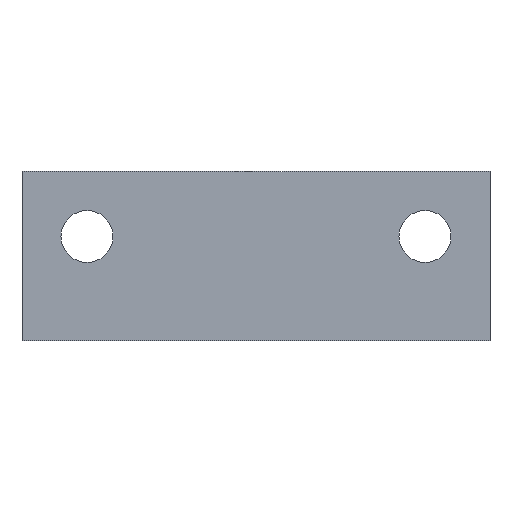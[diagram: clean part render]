
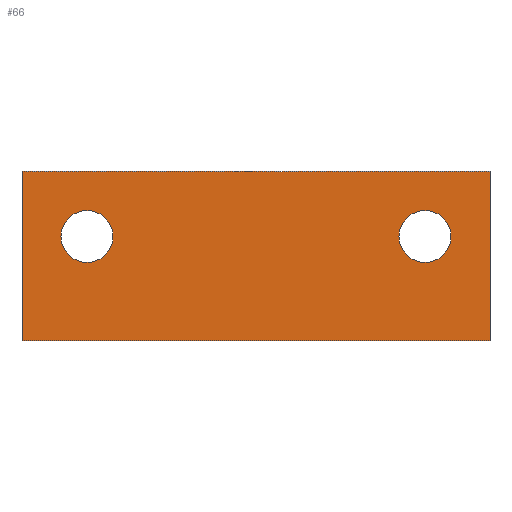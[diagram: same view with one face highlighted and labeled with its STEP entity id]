
A CAD part, left-side view. The second image highlights one B-rep face of the part: STEP entity #66.
In plain terms, the highlighted planar face has unit normal (-1, 0, 0).
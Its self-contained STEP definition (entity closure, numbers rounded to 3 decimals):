
#66=ADVANCED_FACE('',(#222,#224,#226),#228,.T.);
#222=FACE_BOUND('',#223,.T.);
#223=EDGE_LOOP('',(#362,#363,#364,#365));
#224=FACE_BOUND('',#225,.T.);
#225=EDGE_LOOP('',(#366));
#226=FACE_BOUND('',#227,.T.);
#227=EDGE_LOOP('',(#367));
#228=PLANE('',#229);
#229=AXIS2_PLACEMENT_3D('',#230,#231,#232);
#230=CARTESIAN_POINT('',(-5.,18.,0.));
#231=DIRECTION('',(-1.,0.,0.));
#232=DIRECTION('',(0.,-1.,0.));
#362=ORIENTED_EDGE('',*,*,#449,.T.);
#363=ORIENTED_EDGE('',*,*,#402,.T.);
#364=ORIENTED_EDGE('',*,*,#433,.F.);
#365=ORIENTED_EDGE('',*,*,#416,.F.);
#366=ORIENTED_EDGE('',*,*,#411,.T.);
#367=ORIENTED_EDGE('',*,*,#397,.T.);
#397=EDGE_CURVE('',#458,#458,#459,.F.);
#402=EDGE_CURVE('',#469,#467,#470,.T.);
#411=EDGE_CURVE('',#486,#486,#487,.F.);
#416=EDGE_CURVE('',#495,#497,#498,.T.);
#433=EDGE_CURVE('',#497,#467,#527,.T.);
#449=EDGE_CURVE('',#495,#469,#551,.T.);
#458=VERTEX_POINT('',#565);
#459=CIRCLE('',#566,2.);
#467=VERTEX_POINT('',#585);
#469=VERTEX_POINT('',#589);
#470=LINE('',#590,#591);
#486=VERTEX_POINT('',#627);
#487=CIRCLE('',#628,2.);
#495=VERTEX_POINT('',#645);
#497=VERTEX_POINT('',#649);
#498=LINE('',#650,#651);
#527=LINE('',#713,#714);
#551=LINE('',#773,#774);
#565=CARTESIAN_POINT('',(-5.,-15.,8.));
#566=AXIS2_PLACEMENT_3D('',#567,#568,#569);
#567=CARTESIAN_POINT('',(-5.,-13.,8.));
#568=DIRECTION('',(-1.,0.,0.));
#569=DIRECTION('',(0.,-1.,0.));
#585=CARTESIAN_POINT('',(-5.,-18.,13.));
#589=CARTESIAN_POINT('',(-5.,-18.,0.));
#590=CARTESIAN_POINT('',(-5.,-18.,0.));
#591=VECTOR('',#592,1.);
#592=DIRECTION('',(0.,0.,1.));
#627=CARTESIAN_POINT('',(-5.,11.,8.));
#628=AXIS2_PLACEMENT_3D('',#629,#630,#631);
#629=CARTESIAN_POINT('',(-5.,13.,8.));
#630=DIRECTION('',(-1.,0.,0.));
#631=DIRECTION('',(0.,-1.,0.));
#645=CARTESIAN_POINT('',(-5.,18.,0.));
#649=CARTESIAN_POINT('',(-5.,18.,13.));
#650=CARTESIAN_POINT('',(-5.,18.,0.));
#651=VECTOR('',#652,1.);
#652=DIRECTION('',(0.,0.,1.));
#713=CARTESIAN_POINT('',(-5.,18.,13.));
#714=VECTOR('',#715,1.);
#715=DIRECTION('',(0.,-1.,0.));
#773=CARTESIAN_POINT('',(-5.,18.,0.));
#774=VECTOR('',#775,1.);
#775=DIRECTION('',(0.,-1.,0.));
